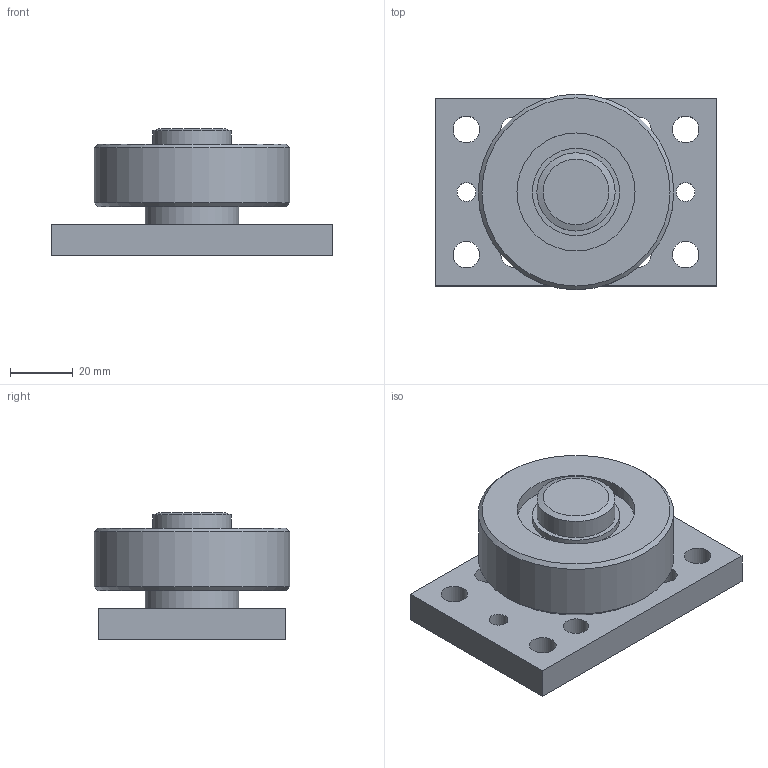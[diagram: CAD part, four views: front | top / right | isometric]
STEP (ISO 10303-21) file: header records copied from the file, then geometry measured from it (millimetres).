
FILE_DESCRIPTION(/* description */ (''),/* implementation_level */ '2;1');
FILE_NAME(/* name */ 'V-054.step',/* time_stamp */ '2022-11-15T10:32:28Z',/* author */ (''),/* organization */ (''),/* preprocessor_version */ 'ST-DEVELOPER v19.2',/* originating_system */ 'Autodesk Translation Framework v11.17.0.187',/* authorisation */ '');
FILE_SCHEMA (('AUTOMOTIVE_DESIGN { 1 0 10303 214 3 1 1 }'));
Length unit declared in the file: millimetre
Products named in the file (5): V-054_for_STP; PLATE; BEARING; RB; HUB
Assembly tree (4 placements, depth 2):
  V-054_for_STP
    PLATE
    BEARING
    RB
    HUB
Bounding box: 90 x 62.5 x 40.5 mm (x, y, z)
Volume: 103754 mm3; surface area: 30162.9 mm2
Topology: 4 solids, 4 shells, 37 faces, 75 edges, 49 vertices
Faces by surface type: cylinder 18, plane 15, cone 4
Full cylindrical faces by diameter (mm): 6 x2, 8 x4, 8.5 x4, 20 x2, 25 x1, 27.87 x1, 30 x1, 37.7 x1, 42.2 x1, 62.5 x1
Entity records: 1183 total; most frequent: DIRECTION 208, CARTESIAN_POINT 170, ORIENTED_EDGE 150, AXIS2_PLACEMENT_3D 87, EDGE_CURVE 75, EDGE_LOOP 64, VERTEX_POINT 49, CIRCLE 41
